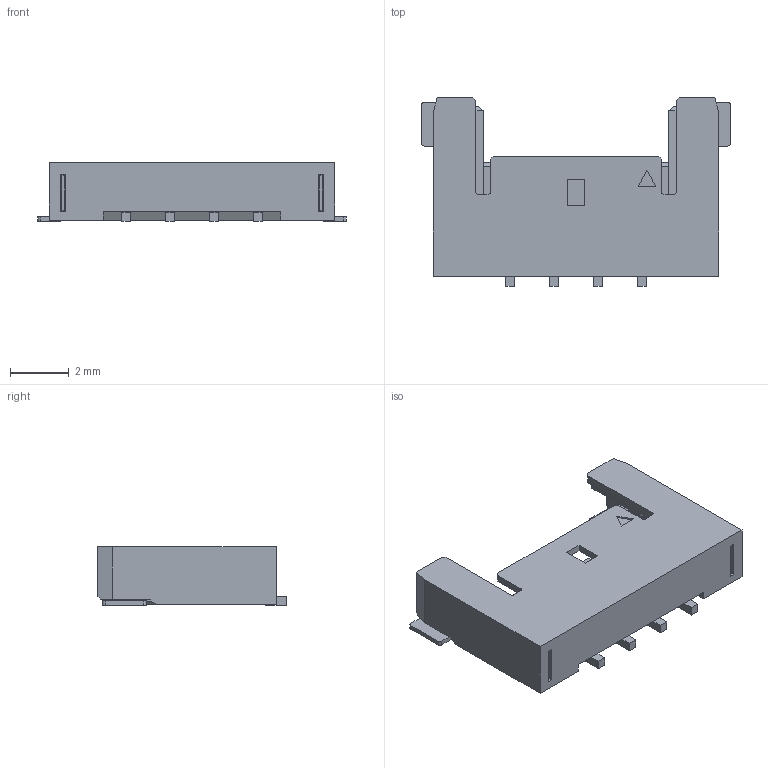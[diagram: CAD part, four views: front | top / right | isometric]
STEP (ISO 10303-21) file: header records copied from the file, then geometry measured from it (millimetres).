
FILE_DESCRIPTION (( 'STEP AP214' ), '1' );
FILE_NAME ('5040500491.stp.STEP', '2023-03-09T09:04:13', ( '' ), ( '' ), 'SwSTEP 2.0', 'SolidWorks 2022', '' );
FILE_SCHEMA (( 'AUTOMOTIVE_DESIGN' ));
Length unit declared in the file: millimetre
Products named in the file (1): 5040500491.stp
Bounding box: 10.55 x 6.44 x 2 mm (x, y, z)
Volume: 56.2 mm3; surface area: 288.6 mm2
Topology: 1 solids, 1 shells, 282 faces, 797 edges, 512 vertices
Faces by surface type: plane 218, cylinder 48, sphere 16
Entity records: 11682 total; most frequent: ORIENTED_EDGE 1594, CARTESIAN_POINT 1592, DIRECTION 1475, EDGE_CURVE 797, VECTOR 685, LINE 685, VERTEX_POINT 512, AXIS2_PLACEMENT_3D 395
